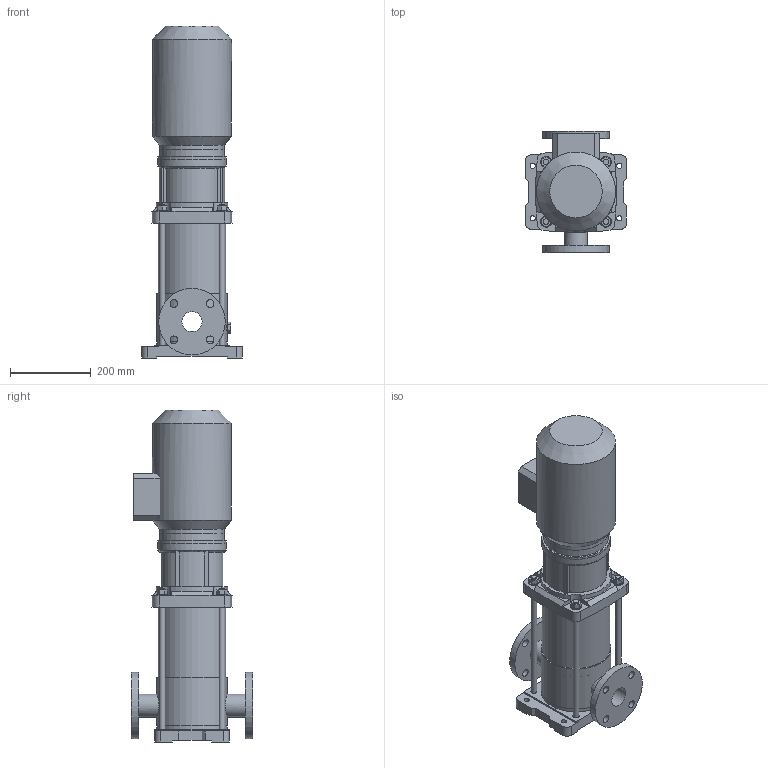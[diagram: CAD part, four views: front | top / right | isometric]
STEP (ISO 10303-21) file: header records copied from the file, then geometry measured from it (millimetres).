
FILE_DESCRIPTION(/* description */ ('-'),/* implementation_level */ '2;1');
FILE_NAME(/* name */ 'EV 15-4 F',/* time_stamp */ '2017-10-27T12:02:34+02:00',/* author */ ('Simonelli M.'),/* organization */ ('Franklin Electric'),/* preprocessor_version */ 'ST-DEVELOPER v16.7',/* originating_system */ 'DEX',/* authorisation */ $);
FILE_SCHEMA (('AUTOMOTIVE_DESIGN {1 0 10303 214 3 1 1}'));
Length unit declared in the file: millimetre
Products named in the file (12): 15-20 B14; BASE 15-20; CORPO 15-20; CAMICIA 15-20; ADATTATORE CORTO 15-20; TIRANTE M14; RONDELLA M14; DADO M14; COPRIGIUNTO CORTO 30-45-65-95; MEC 100-112 [3 & 4kW] B14 - LAFERT; FLANGIA 112
Assembly tree (20 placements, depth 2):
  15-20 B14
    BASE 15-20
    CORPO 15-20
    CAMICIA 15-20
    ADATTATORE CORTO 15-20
    TIRANTE M14  x4
    RONDELLA M14  x4
    DADO M14  x4
    COPRIGIUNTO CORTO 30-45-65-95  x2
    MEC 100-112 [3 & 4kW] B14 - LAFERT
    FLANGIA 112
  (unnamed)
Bounding box: 250 x 300 x 823.1 mm (x, y, z)
Volume: 15870397.9 mm3; surface area: 1292908.6 mm2
Topology: 22 solids, 22 shells, 296 faces, 690 edges, 458 vertices
Faces by surface type: plane 188, cylinder 96, cone 12
Full cylindrical faces by diameter (mm): 13 x4, 14 x8, 14.95 x2, 15 x12, 17 x2, 19 x8, 28 x4, 32 x1, 50 x1, 57 x2, 74 x1, 110 x2, 126 x2, 146 x1, 156 x2, 160 x2, 165 x3, 168 x2, 168.5 x1, 170 x2, 174 x2, 196 x1
Entity records: 7965 total; most frequent: CARTESIAN_POINT 1889, DIRECTION 1136, ORIENTED_EDGE 944, EDGE_CURVE 472, AXIS2_PLACEMENT_3D 434, EDGE_LOOP 351, FACE_BOUND 351, VERTEX_POINT 343
